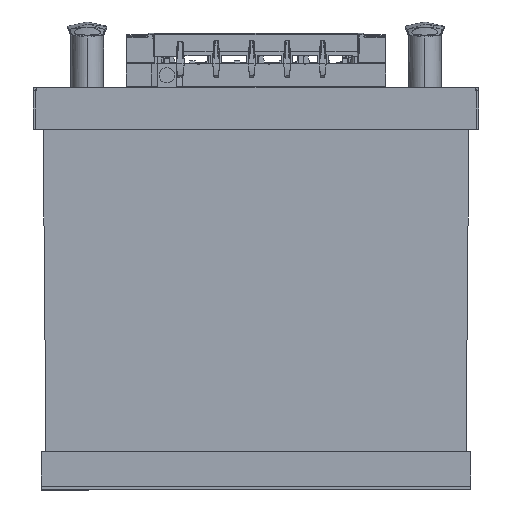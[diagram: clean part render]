
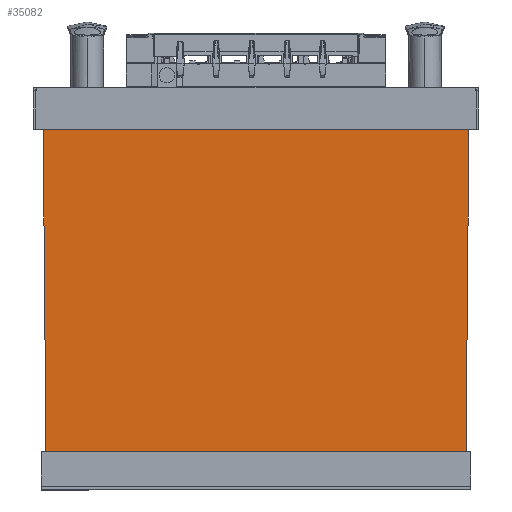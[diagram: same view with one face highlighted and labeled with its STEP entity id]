
A CAD part, front view. The second image highlights one B-rep face of the part: STEP entity #35082.
In plain terms, the highlighted planar face has unit normal (0, -1, -0.009).
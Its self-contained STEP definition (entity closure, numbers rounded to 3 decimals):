
#1879=FACE_OUTER_BOUND('',#3345,.T.);
#3345=EDGE_LOOP('',(#24856,#24857,#24858,#24859));
#4906=LINE('',#47687,#9609);
#4907=LINE('',#47689,#9610);
#4908=LINE('',#47691,#9611);
#4909=LINE('',#47692,#9612);
#9609=VECTOR('',#38834,10.);
#9610=VECTOR('',#38835,10.);
#9611=VECTOR('',#38836,10.);
#9612=VECTOR('',#38837,10.);
#14300=VERTEX_POINT('',#47685);
#14301=VERTEX_POINT('',#47686);
#14302=VERTEX_POINT('',#47688);
#14303=VERTEX_POINT('',#47690);
#18732=EDGE_CURVE('',#14300,#14301,#4906,.T.);
#18733=EDGE_CURVE('',#14302,#14301,#4907,.T.);
#18734=EDGE_CURVE('',#14303,#14302,#4908,.T.);
#18735=EDGE_CURVE('',#14303,#14300,#4909,.F.);
#24856=ORIENTED_EDGE('',*,*,#18732,.T.);
#24857=ORIENTED_EDGE('',*,*,#18733,.F.);
#24858=ORIENTED_EDGE('',*,*,#18734,.F.);
#24859=ORIENTED_EDGE('',*,*,#18735,.T.);
#34042=PLANE('',#36647);
#35082=ADVANCED_FACE('',(#1879),#34042,.T.);
#36647=AXIS2_PLACEMENT_3D('',#47684,#38832,#38833);
#38832=DIRECTION('center_axis',(0.,-1.,
-0.009));
#38833=DIRECTION('ref_axis',(0.,0.009,-1.));
#38834=DIRECTION('',(0.009,-0.009,1.));
#38835=DIRECTION('',(1.,0.,0.));
#38836=DIRECTION('',(-0.009,-0.009,1.));
#38837=DIRECTION('',(-1.,0.,0.));
#47684=CARTESIAN_POINT('Origin',(116.372,-103.086,-76.405));
#47685=CARTESIAN_POINT('',(114.871,-103.086,-76.411));
#47686=CARTESIAN_POINT('',(116.372,-104.587,95.589));
#47687=CARTESIAN_POINT('',(114.864,-103.079,-77.22));
#47688=CARTESIAN_POINT('',(-105.628,-104.587,95.589));
#47689=CARTESIAN_POINT('',(60.812,-104.587,95.589));
#47690=CARTESIAN_POINT('',(-104.127,-103.086,-76.411));
#47691=CARTESIAN_POINT('',(-104.119,-103.077,-77.36));
#47692=CARTESIAN_POINT('',(60.872,-103.086,-76.411));
